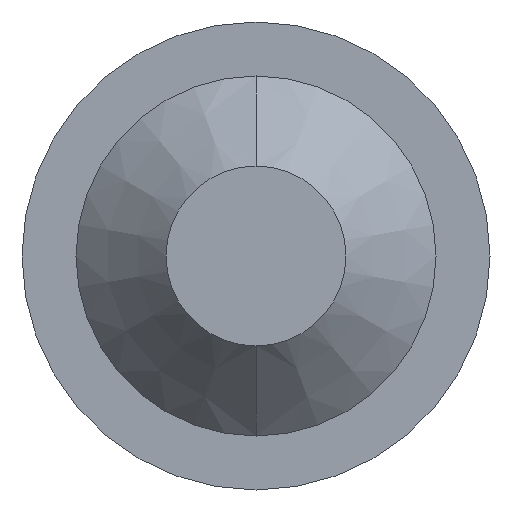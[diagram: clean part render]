
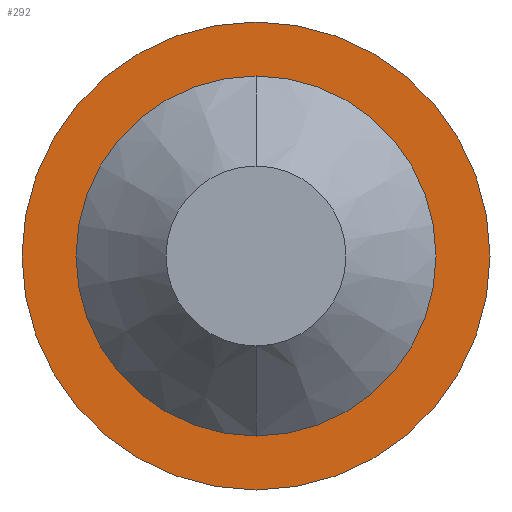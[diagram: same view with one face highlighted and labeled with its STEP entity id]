
A CAD part, front view. The second image highlights one B-rep face of the part: STEP entity #292.
In plain terms, the highlighted planar face has unit normal (0, -1, 0).
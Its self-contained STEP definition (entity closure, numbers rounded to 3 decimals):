
#1 = PLANE ( 'NONE',  #219 ) ;
#3 = DIRECTION ( 'NONE',  ( 0., -1., 0. ) ) ;
#4 = AXIS2_PLACEMENT_3D ( 'NONE', #152, #3, #220 ) ;
#5 = DIRECTION ( 'NONE',  ( 0., -1., 0. ) ) ;
#46 = EDGE_CURVE ( 'Defeature ausgef�hrt1_5+Defeature ausgef�hrt1_3+Defeature ausgef�hrt1_3+Defeature ausgef�hrt1_3', #303, #276, #81, .T. ) ;
#53 = VERTEX_POINT ( 'NONE', #332 ) ;
#54 = CARTESIAN_POINT ( 'NONE',  ( 0., 0., 1. ) ) ;
#79 = DIRECTION ( 'NONE',  ( 0., -1., 0. ) ) ;
#81 = CIRCLE ( 'NONE', #133, 1.3 ) ;
#88 = CARTESIAN_POINT ( 'NONE',  ( 0., 0., -1.3 ) ) ;
#118 = DIRECTION ( 'NONE',  ( 0., 0., 1. ) ) ;
#128 = CARTESIAN_POINT ( 'NONE',  ( 0., 0., 1.3 ) ) ;
#133 = AXIS2_PLACEMENT_3D ( 'NONE', #364, #79, #197 ) ;
#152 = CARTESIAN_POINT ( 'NONE',  ( 0., 0., 0. ) ) ;
#160 = FACE_OUTER_BOUND ( 'NONE', #374, .T. ) ;
#165 = EDGE_CURVE ( 'Defeature ausgef�hrt1_5+Defeature ausgef�hrt1_0+Defeature ausgef�hrt1_0+Defeature ausgef�hrt1_0', #53, #199, #348, .T. ) ;
#171 = ORIENTED_EDGE ( 'NONE', *, *, #46, .T. ) ;
#179 = CARTESIAN_POINT ( 'NONE',  ( 0., 0., 0. ) ) ;
#180 = ORIENTED_EDGE ( 'NONE', *, *, #165, .T. ) ;
#192 = CARTESIAN_POINT ( 'NONE',  ( 0., 0., 0. ) ) ;
#197 = DIRECTION ( 'NONE',  ( 0., 0., -1. ) ) ;
#199 = VERTEX_POINT ( 'NONE', #54 ) ;
#202 = EDGE_LOOP ( 'NONE', ( #352, #180 ) ) ;
#219 = AXIS2_PLACEMENT_3D ( 'NONE', #385, #5, #225 ) ;
#220 = DIRECTION ( 'NONE',  ( 0., 0., -1. ) ) ;
#225 = DIRECTION ( 'NONE',  ( 0., 0., -1. ) ) ;
#235 = ORIENTED_EDGE ( 'NONE', *, *, #338, .T. ) ;
#252 = CIRCLE ( 'NONE', #4, 1.3 ) ;
#255 = FACE_BOUND ( 'NONE', #202, .T. ) ;
#256 = DIRECTION ( 'NONE',  ( 0., 1., 0. ) ) ;
#271 = DIRECTION ( 'NONE',  ( 0., 1., 0. ) ) ;
#274 = AXIS2_PLACEMENT_3D ( 'NONE', #179, #271, #118 ) ;
#276 = VERTEX_POINT ( 'NONE', #88 ) ;
#292 = ADVANCED_FACE ( 'Defeature ausgef�hrt1_5', ( #255, #160 ), #1, .T. ) ;
#303 = VERTEX_POINT ( 'NONE', #128 ) ;
#322 = EDGE_CURVE ( 'Defeature ausgef�hrt1_5+Defeature ausgef�hrt1_0+Defeature ausgef�hrt1_0+Defeature ausgef�hrt1_0', #199, #53, #329, .T. ) ;
#325 = DIRECTION ( 'NONE',  ( 0., 0., 1. ) ) ;
#329 = CIRCLE ( 'NONE', #356, 1. ) ;
#332 = CARTESIAN_POINT ( 'NONE',  ( 0., 0., -1. ) ) ;
#338 = EDGE_CURVE ( 'Defeature ausgef�hrt1_5+Defeature ausgef�hrt1_3+Defeature ausgef�hrt1_3+Defeature ausgef�hrt1_3', #276, #303, #252, .T. ) ;
#348 = CIRCLE ( 'NONE', #274, 1. ) ;
#352 = ORIENTED_EDGE ( 'NONE', *, *, #322, .T. ) ;
#356 = AXIS2_PLACEMENT_3D ( 'NONE', #192, #256, #325 ) ;
#364 = CARTESIAN_POINT ( 'NONE',  ( 0., 0., 0. ) ) ;
#374 = EDGE_LOOP ( 'NONE', ( #235, #171 ) ) ;
#385 = CARTESIAN_POINT ( 'NONE',  ( 0., 0., 0. ) ) ;
